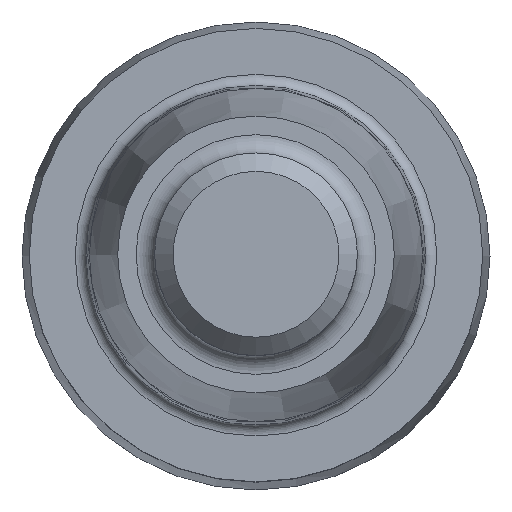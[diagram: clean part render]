
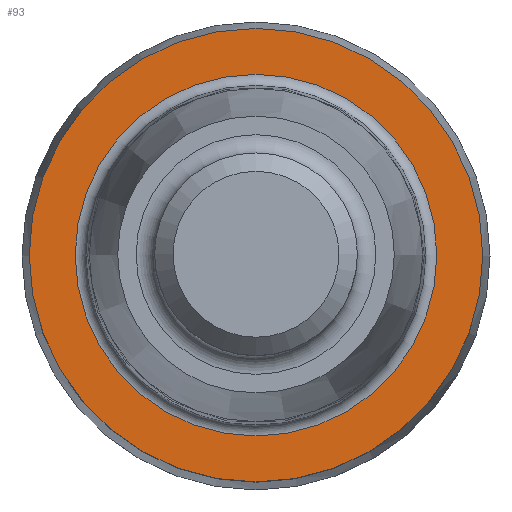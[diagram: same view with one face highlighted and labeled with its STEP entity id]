
A CAD part, top view. The second image highlights one B-rep face of the part: STEP entity #93.
In plain terms, the highlighted planar face has unit normal (0, 0, 1).
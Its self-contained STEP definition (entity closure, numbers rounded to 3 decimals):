
#74=FACE_BOUND('',#126,.T.);
#75=FACE_BOUND('',#127,.T.);
#93=ADVANCED_FACE('',(#74,#75),#103,.F.);
#103=PLANE('',#275);
#126=EDGE_LOOP('',(#154));
#127=EDGE_LOOP('',(#155));
#154=ORIENTED_EDGE('',*,*,#189,.F.);
#155=ORIENTED_EDGE('',*,*,#188,.T.);
#174=VERTEX_POINT('',#403);
#175=VERTEX_POINT('',#406);
#188=EDGE_CURVE('',#174,#174,#202,.T.);
#189=EDGE_CURVE('',#175,#175,#203,.T.);
#202=CIRCLE('',#272,4.904);
#203=CIRCLE('',#274,6.15);
#272=AXIS2_PLACEMENT_3D('',#402,#325,#326);
#274=AXIS2_PLACEMENT_3D('',#405,#329,#330);
#275=AXIS2_PLACEMENT_3D('',#407,#331,#332);
#325=DIRECTION('',(0.,0.,-1.));
#326=DIRECTION('',(-1.,0.,0.));
#329=DIRECTION('',(0.,0.,-1.));
#330=DIRECTION('',(-1.,0.,0.));
#331=DIRECTION('',(0.,0.,-1.));
#332=DIRECTION('',(1.,0.,0.));
#402=CARTESIAN_POINT('',(0.,0.,0.));
#403=CARTESIAN_POINT('',(-4.904,0.,0.));
#405=CARTESIAN_POINT('',(0.,0.,0.));
#406=CARTESIAN_POINT('',(-6.15,0.,0.));
#407=CARTESIAN_POINT('',(4.904,0.,0.));
